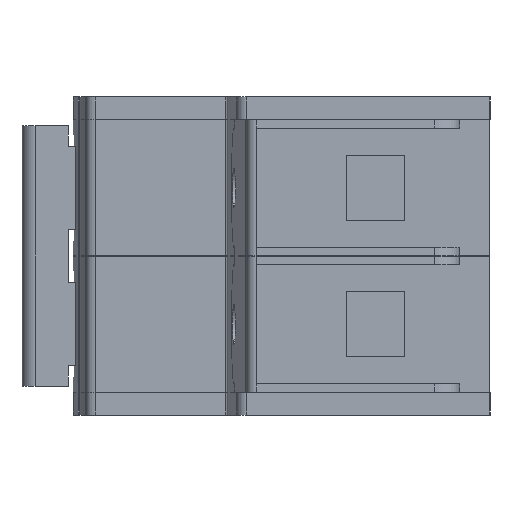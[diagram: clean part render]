
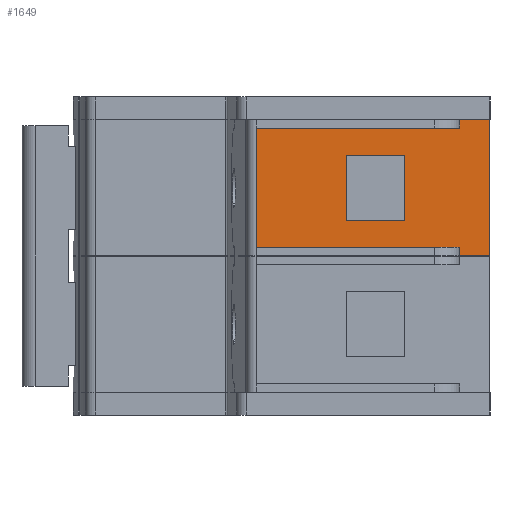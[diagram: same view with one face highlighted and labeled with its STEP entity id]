
A CAD part, left-side view. The second image highlights one B-rep face of the part: STEP entity #1649.
In plain terms, the highlighted planar face has unit normal (-1, 0, 0).
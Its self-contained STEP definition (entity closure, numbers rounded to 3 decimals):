
#84 = VECTOR ( 'NONE', #129, 1000. ) ;
#129 = DIRECTION ( 'NONE',  ( 0., 0., -1. ) ) ;
#269 = CARTESIAN_POINT ( 'NONE',  ( -47.5, 0., 25.3 ) ) ;
#365 = DIRECTION ( 'NONE',  ( 0., 1., 0. ) ) ;
#412 = VERTEX_POINT ( 'NONE', #7745 ) ;
#415 = VECTOR ( 'NONE', #8600, 1000. ) ;
#683 = CARTESIAN_POINT ( 'NONE',  ( -47.5, 22.5, 7.05 ) ) ;
#771 = DIRECTION ( 'NONE',  ( 0., -1., 0. ) ) ;
#884 = CARTESIAN_POINT ( 'NONE',  ( -47.5, 40.311, 25.3 ) ) ;
#1119 = CARTESIAN_POINT ( 'NONE',  ( -47.5, 22.5, 7.05 ) ) ;
#1126 = DIRECTION ( 'NONE',  ( 0., 0., 1. ) ) ;
#1264 = EDGE_CURVE ( 'NONE', #8421, #6264, #5931, .T. ) ;
#1302 = CARTESIAN_POINT ( 'NONE',  ( -47.5, 0., 0.05 ) ) ;
#1318 = VECTOR ( 'NONE', #2164, 1000. ) ;
#1362 = CARTESIAN_POINT ( 'NONE',  ( -47.5, -9.875, 1.7 ) ) ;
#1363 = VECTOR ( 'NONE', #6014, 1000. ) ;
#1406 = CARTESIAN_POINT ( 'NONE',  ( -47.5, 0., 27. ) ) ;
#1449 = DIRECTION ( 'NONE',  ( 0., -1., 0. ) ) ;
#1472 = ORIENTED_EDGE ( 'NONE', *, *, #6382, .F. ) ;
#1506 = DIRECTION ( 'NONE',  ( 0., 1., 0. ) ) ;
#1508 = VECTOR ( 'NONE', #1449, 1000. ) ;
#1585 = LINE ( 'NONE', #6985, #1318 ) ;
#1649 = ADVANCED_FACE ( 'NONE', ( #3488, #2215 ), #3444, .F. ) ;
#1702 = CARTESIAN_POINT ( 'NONE',  ( -47.5, 0., 27. ) ) ;
#1817 = VERTEX_POINT ( 'NONE', #5213 ) ;
#1969 = EDGE_CURVE ( 'NONE', #1817, #6641, #2029, .T. ) ;
#2010 = CARTESIAN_POINT ( 'NONE',  ( -47.5, -6., 27. ) ) ;
#2029 = LINE ( 'NONE', #2163, #84 ) ;
#2163 = CARTESIAN_POINT ( 'NONE',  ( -47.5, 0., 27. ) ) ;
#2164 = DIRECTION ( 'NONE',  ( 0., -1., 0. ) ) ;
#2215 = FACE_OUTER_BOUND ( 'NONE', #7322, .T. ) ;
#2218 = VERTEX_POINT ( 'NONE', #5203 ) ;
#2421 = VERTEX_POINT ( 'NONE', #7619 ) ;
#2480 = CARTESIAN_POINT ( 'NONE',  ( -47.5, 22.5, 19.95 ) ) ;
#2528 = ORIENTED_EDGE ( 'NONE', *, *, #6398, .T. ) ;
#2595 = VECTOR ( 'NONE', #5250, 1000. ) ;
#2679 = LINE ( 'NONE', #8595, #2595 ) ;
#2728 = LINE ( 'NONE', #683, #5552 ) ;
#2974 = VERTEX_POINT ( 'NONE', #1119 ) ;
#3300 = EDGE_CURVE ( 'NONE', #6268, #2218, #1585, .T. ) ;
#3306 = VECTOR ( 'NONE', #5064, 1000. ) ;
#3354 = CARTESIAN_POINT ( 'NONE',  ( -47.5, 0., 27. ) ) ;
#3400 = ORIENTED_EDGE ( 'NONE', *, *, #1969, .T. ) ;
#3444 = PLANE ( 'NONE',  #7001 ) ;
#3450 = CARTESIAN_POINT ( 'NONE',  ( -47.5, 40.311, 25.3 ) ) ;
#3462 = CARTESIAN_POINT ( 'NONE',  ( -47.5, 10.9, 19.95 ) ) ;
#3488 = FACE_BOUND ( 'NONE', #3796, .T. ) ;
#3585 = EDGE_CURVE ( 'NONE', #5711, #412, #2679, .T. ) ;
#3796 = EDGE_LOOP ( 'NONE', ( #7889, #5861, #4892, #8091 ) ) ;
#3848 = ORIENTED_EDGE ( 'NONE', *, *, #3585, .T. ) ;
#4001 = VECTOR ( 'NONE', #4370, 1000. ) ;
#4038 = LINE ( 'NONE', #1406, #1508 ) ;
#4074 = ORIENTED_EDGE ( 'NONE', *, *, #3300, .T. ) ;
#4327 = ORIENTED_EDGE ( 'NONE', *, *, #7002, .T. ) ;
#4370 = DIRECTION ( 'NONE',  ( 0., 0., -1. ) ) ;
#4464 = CARTESIAN_POINT ( 'NONE',  ( -47.5, 10.9, 19.95 ) ) ;
#4557 = DIRECTION ( 'NONE',  ( 0., 0., -1. ) ) ;
#4580 = EDGE_CURVE ( 'NONE', #8032, #2974, #5076, .T. ) ;
#4785 = VECTOR ( 'NONE', #1126, 1000. ) ;
#4892 = ORIENTED_EDGE ( 'NONE', *, *, #1264, .F. ) ;
#4911 = CARTESIAN_POINT ( 'NONE',  ( -47.5, 10.9, 7.05 ) ) ;
#4979 = ORIENTED_EDGE ( 'NONE', *, *, #5083, .T. ) ;
#5048 = EDGE_CURVE ( 'NONE', #6264, #8032, #5667, .T. ) ;
#5064 = DIRECTION ( 'NONE',  ( 0., 1., 0. ) ) ;
#5076 = LINE ( 'NONE', #5165, #8035 ) ;
#5083 = EDGE_CURVE ( 'NONE', #7797, #6268, #6461, .T. ) ;
#5165 = CARTESIAN_POINT ( 'NONE',  ( -47.5, 22.5, 19.95 ) ) ;
#5203 = CARTESIAN_POINT ( 'NONE',  ( -47.5, -6., 0.05 ) ) ;
#5213 = CARTESIAN_POINT ( 'NONE',  ( -47.5, 0., 27. ) ) ;
#5250 = DIRECTION ( 'NONE',  ( 0., 0., -1. ) ) ;
#5341 = LINE ( 'NONE', #1362, #415 ) ;
#5506 = ORIENTED_EDGE ( 'NONE', *, *, #7004, .F. ) ;
#5552 = VECTOR ( 'NONE', #771, 1000. ) ;
#5655 = LINE ( 'NONE', #884, #7482 ) ;
#5667 = LINE ( 'NONE', #4464, #3306 ) ;
#5711 = VERTEX_POINT ( 'NONE', #3450 ) ;
#5861 = ORIENTED_EDGE ( 'NONE', *, *, #5048, .F. ) ;
#5931 = LINE ( 'NONE', #8591, #4785 ) ;
#6014 = DIRECTION ( 'NONE',  ( 0., 0., -1. ) ) ;
#6264 = VERTEX_POINT ( 'NONE', #3462 ) ;
#6268 = VERTEX_POINT ( 'NONE', #1302 ) ;
#6382 = EDGE_CURVE ( 'NONE', #2421, #2218, #7965, .T. ) ;
#6398 = EDGE_CURVE ( 'NONE', #6641, #5711, #5655, .T. ) ;
#6461 = LINE ( 'NONE', #1702, #4001 ) ;
#6641 = VERTEX_POINT ( 'NONE', #269 ) ;
#6919 = EDGE_CURVE ( 'NONE', #2974, #8421, #2728, .T. ) ;
#6985 = CARTESIAN_POINT ( 'NONE',  ( -47.5, 0., 0.05 ) ) ;
#7001 = AXIS2_PLACEMENT_3D ( 'NONE', #3354, #7430, #1506 ) ;
#7002 = EDGE_CURVE ( 'NONE', #412, #7797, #5341, .T. ) ;
#7004 = EDGE_CURVE ( 'NONE', #1817, #2421, #4038, .T. ) ;
#7322 = EDGE_LOOP ( 'NONE', ( #4979, #4074, #1472, #5506, #3400, #2528, #3848, #4327 ) ) ;
#7430 = DIRECTION ( 'NONE',  ( 1., 0., 0. ) ) ;
#7482 = VECTOR ( 'NONE', #365, 1000. ) ;
#7619 = CARTESIAN_POINT ( 'NONE',  ( -47.5, -6., 27. ) ) ;
#7745 = CARTESIAN_POINT ( 'NONE',  ( -47.5, 40.311, 1.7 ) ) ;
#7797 = VERTEX_POINT ( 'NONE', #8574 ) ;
#7889 = ORIENTED_EDGE ( 'NONE', *, *, #4580, .F. ) ;
#7965 = LINE ( 'NONE', #2010, #1363 ) ;
#8032 = VERTEX_POINT ( 'NONE', #2480 ) ;
#8035 = VECTOR ( 'NONE', #4557, 1000. ) ;
#8091 = ORIENTED_EDGE ( 'NONE', *, *, #6919, .F. ) ;
#8421 = VERTEX_POINT ( 'NONE', #4911 ) ;
#8574 = CARTESIAN_POINT ( 'NONE',  ( -47.5, 0., 1.7 ) ) ;
#8591 = CARTESIAN_POINT ( 'NONE',  ( -47.5, 10.9, 7.05 ) ) ;
#8595 = CARTESIAN_POINT ( 'NONE',  ( -47.5, 40.311, 1.7 ) ) ;
#8600 = DIRECTION ( 'NONE',  ( 0., -1., 0. ) ) ;
